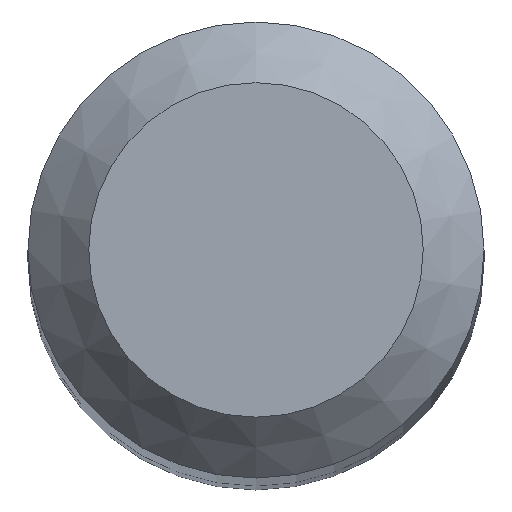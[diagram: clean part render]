
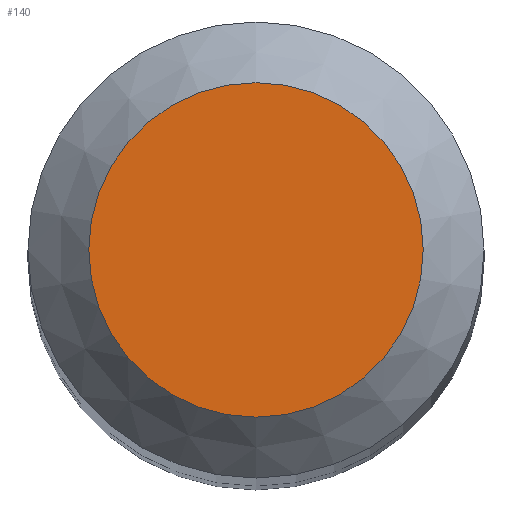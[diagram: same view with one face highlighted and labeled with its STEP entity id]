
A CAD part, top view. The second image highlights one B-rep face of the part: STEP entity #140.
In plain terms, the highlighted planar face has unit normal (0, 0, 1).
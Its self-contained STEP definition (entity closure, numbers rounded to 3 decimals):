
#1 = PLANE ( 'NONE',  #68 ) ;
#51 = CARTESIAN_POINT ( 'NONE',  ( 0., 0., 46. ) ) ;
#52 = VERTEX_POINT ( 'NONE', #200 ) ;
#68 = AXIS2_PLACEMENT_3D ( 'NONE', #100, #145, #195 ) ;
#84 = EDGE_CURVE ( 'NONE', #52, #52, #129, .T. ) ;
#86 = DIRECTION ( 'NONE',  ( 0., 1., 0. ) ) ;
#100 = CARTESIAN_POINT ( 'NONE',  ( 0., 0., 46. ) ) ;
#108 = ORIENTED_EDGE ( 'NONE', *, *, #84, .F. ) ;
#110 = AXIS2_PLACEMENT_3D ( 'NONE', #51, #177, #86 ) ;
#126 = EDGE_LOOP ( 'NONE', ( #108 ) ) ;
#129 = CIRCLE ( 'NONE', #110, 1.1 ) ;
#140 = ADVANCED_FACE ( 'NONE', ( #162 ), #1, .F. ) ;
#145 = DIRECTION ( 'NONE',  ( 0., 0., -1. ) ) ;
#162 = FACE_OUTER_BOUND ( 'NONE', #126, .T. ) ;
#177 = DIRECTION ( 'NONE',  ( 0., 0., -1. ) ) ;
#195 = DIRECTION ( 'NONE',  ( 0., 1., 0. ) ) ;
#200 = CARTESIAN_POINT ( 'NONE',  ( 0., 1.1, 46. ) ) ;
